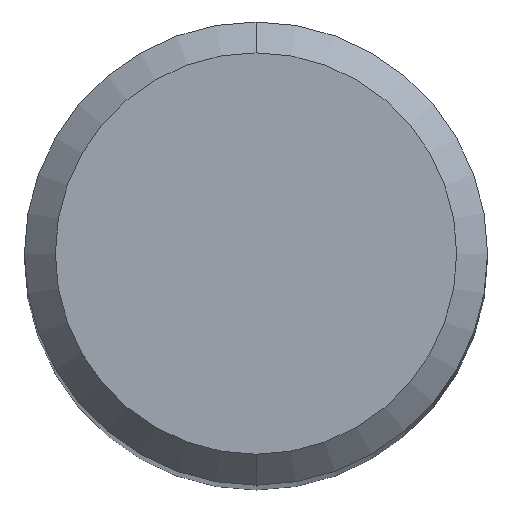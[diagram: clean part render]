
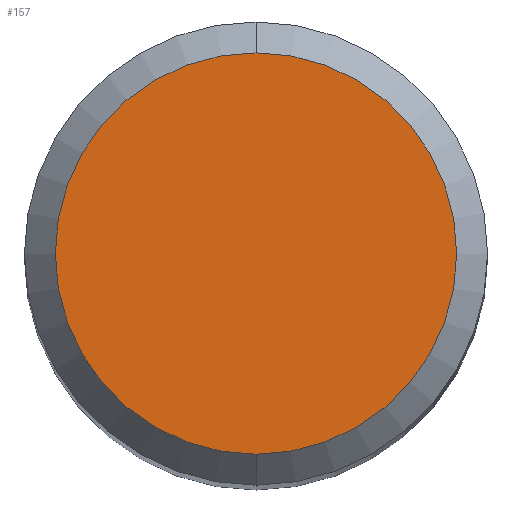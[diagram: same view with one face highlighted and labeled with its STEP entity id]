
A CAD part, top view. The second image highlights one B-rep face of the part: STEP entity #157.
In plain terms, the highlighted planar face has unit normal (0, 0, 1).
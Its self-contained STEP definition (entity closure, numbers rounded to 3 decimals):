
#99=EDGE_CURVE('',#197,#207,#250,.T.);
#157=ADVANCED_FACE('',(#315),#316,.T.);
#197=VERTEX_POINT('',#360);
#207=VERTEX_POINT('',#372);
#209=EDGE_CURVE('',#207,#197,#374,.T.);
#250=CIRCLE('',#411,2.6);
#315=FACE_OUTER_BOUND('',#492,.T.);
#316=PLANE('',#493);
#360=CARTESIAN_POINT('',(0.,-2.6,0.0));
#372=CARTESIAN_POINT('',(0.0,2.6,0.0));
#374=CIRCLE('',#570,2.6);
#411=AXIS2_PLACEMENT_3D('',#601,#602,#603);
#492=EDGE_LOOP('',(#689,#690));
#493=AXIS2_PLACEMENT_3D('',#691,#692,#693);
#570=AXIS2_PLACEMENT_3D('',#758,#759,#760);
#601=CARTESIAN_POINT('',(0.0,0.0,0.0));
#602=DIRECTION('',(0.0,0.0,-1.0));
#603=DIRECTION('',(0.0,1.0,0.0));
#689=ORIENTED_EDGE('',*,*,#209,.F.);
#690=ORIENTED_EDGE('',*,*,#99,.F.);
#691=CARTESIAN_POINT('',(0.0,1.3,0.0));
#692=DIRECTION('',(-0.0,0.0,1.0));
#693=DIRECTION('',(0.0,-1.0,0.0));
#758=CARTESIAN_POINT('',(0.0,0.0,0.0));
#759=DIRECTION('',(0.0,0.0,-1.0));
#760=DIRECTION('',(0.0,1.0,0.0));
